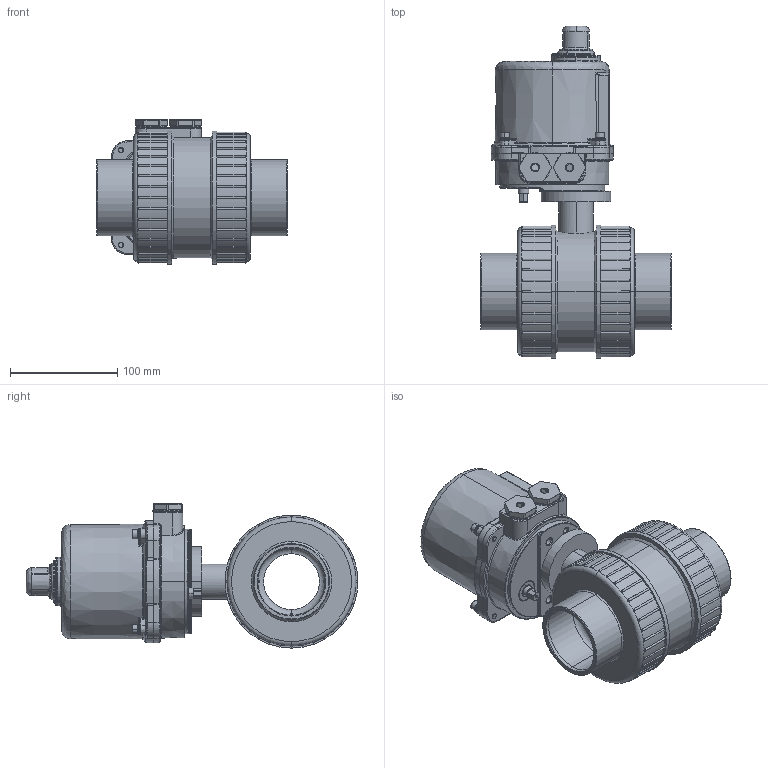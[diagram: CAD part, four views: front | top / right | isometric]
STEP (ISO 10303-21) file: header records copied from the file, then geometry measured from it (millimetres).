
FILE_DESCRIPTION (( 'STEP AP214' ), '1' );
FILE_NAME ('200144063-KKE-063-VDL-OM1.STEP', '2021-10-01T10:20:05', ( '' ), ( '' ), 'SwSTEP 2.0', 'SolidWorks 2018', '' );
FILE_SCHEMA (( 'AUTOMOTIVE_DESIGN' ));
Length unit declared in the file: millimetre
Products named in the file (1): 200144063-KKE-063-VDL-OM1
Bounding box: 178 x 309.6 x 134.47 mm (x, y, z)
Surface area: 188775.8 mm2 (no closed solid volume)
Topology: 0 solids, 87 shells, 1148 faces, 5451 edges, 4237 vertices
Faces by surface type: plane 359, cylinder 324, bspline 226, cone 98, sphere 75, torus 66
Entity records: 78378 total; most frequent: CARTESIAN_POINT 28266, ORIENTED_EDGE 7638, DIRECTION 5998, EDGE_CURVE 5272, VERTEX_POINT 4160, LINE 2234, VECTOR 2234, B_SPLINE_CURVE_WITH_KNOTS 2010
